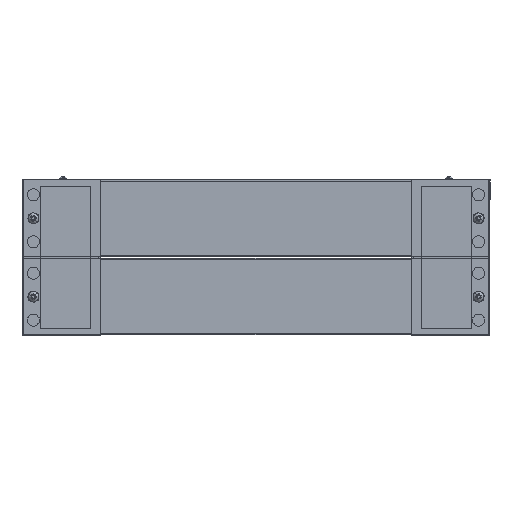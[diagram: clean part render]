
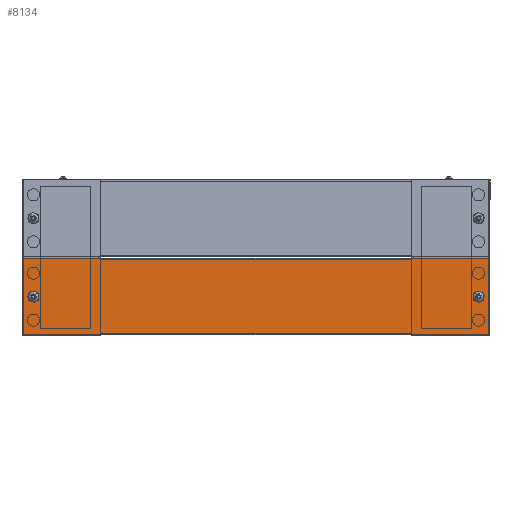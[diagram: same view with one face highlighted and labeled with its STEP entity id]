
A CAD part, front view. The second image highlights one B-rep face of the part: STEP entity #8134.
In plain terms, the highlighted planar face has unit normal (0, -1, 0).
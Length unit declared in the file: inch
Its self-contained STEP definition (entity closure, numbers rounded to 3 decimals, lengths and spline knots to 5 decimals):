
#170 = VERTEX_POINT ( 'NONE', #18290 ) ;
#817 = DIRECTION ( 'NONE',  ( 0., 0., -1. ) ) ;
#3183 = ORIENTED_EDGE ( 'NONE', *, *, #23553, .F. ) ;
#4007 = EDGE_CURVE ( 'NONE', #170, #34169, #33708, .T. ) ;
#4392 = ORIENTED_EDGE ( 'NONE', *, *, #59431, .F. ) ;
#8134 = ADVANCED_FACE ( 'NONE', ( #74284, #35335, #16386 ), #54107, .F. ) ;
#13654 = DIRECTION ( 'NONE',  ( 0., -1., 0. ) ) ;
#15935 = VERTEX_POINT ( 'NONE', #78180 ) ;
#16386 = FACE_OUTER_BOUND ( 'NONE', #53790, .T. ) ;
#16482 = ORIENTED_EDGE ( 'NONE', *, *, #78779, .F. ) ;
#18290 = CARTESIAN_POINT ( 'NONE',  ( 11.69291, -11.27953, -1.92913 ) ) ;
#19403 = LINE ( 'NONE', #25144, #46723 ) ;
#19872 = LINE ( 'NONE', #45198, #53439 ) ;
#20617 = AXIS2_PLACEMENT_3D ( 'NONE', #42712, #13654, #817 ) ;
#23319 = CIRCLE ( 'NONE', #78896, 0.1378 ) ;
#23439 = CARTESIAN_POINT ( 'NONE',  ( -11.69291, -11.27953, -1.92913 ) ) ;
#23553 = EDGE_CURVE ( 'NONE', #34169, #37434, #19403, .T. ) ;
#25144 = CARTESIAN_POINT ( 'NONE',  ( -11.69291, -11.27953, 0. ) ) ;
#25712 = ORIENTED_EDGE ( 'NONE', *, *, #73550, .F. ) ;
#27076 = CARTESIAN_POINT ( 'NONE',  ( 0., -11.27953, -1.92913 ) ) ;
#27115 = CARTESIAN_POINT ( 'NONE',  ( -11.69291, -11.27953, 1.92913 ) ) ;
#33708 = LINE ( 'NONE', #27076, #58452 ) ;
#34169 = VERTEX_POINT ( 'NONE', #23439 ) ;
#35335 = FACE_BOUND ( 'NONE', #44507, .T. ) ;
#37434 = VERTEX_POINT ( 'NONE', #27115 ) ;
#39105 = AXIS2_PLACEMENT_3D ( 'NONE', #73878, #73476, #42087 ) ;
#40406 = DIRECTION ( 'NONE',  ( 0., 0., -1. ) ) ;
#42087 = DIRECTION ( 'NONE',  ( 0., 0., 1. ) ) ;
#42712 = CARTESIAN_POINT ( 'NONE',  ( 11.20079, -11.27953, 0. ) ) ;
#42921 = VERTEX_POINT ( 'NONE', #68089 ) ;
#44507 = EDGE_LOOP ( 'NONE', ( #46854 ) ) ;
#45198 = CARTESIAN_POINT ( 'NONE',  ( 0., -11.27953, 1.92913 ) ) ;
#46723 = VECTOR ( 'NONE', #50950, 39.37008 ) ;
#46854 = ORIENTED_EDGE ( 'NONE', *, *, #62352, .F. ) ;
#49779 = CIRCLE ( 'NONE', #20617, 0.1378 ) ;
#50950 = DIRECTION ( 'NONE',  ( 0., 0., 1. ) ) ;
#52464 = DIRECTION ( 'NONE',  ( -1., 0., 0. ) ) ;
#53439 = VECTOR ( 'NONE', #70372, 39.37008 ) ;
#53699 = CARTESIAN_POINT ( 'NONE',  ( 11.69291, -11.27953, 0. ) ) ;
#53790 = EDGE_LOOP ( 'NONE', ( #3183, #55740, #25712, #4392 ) ) ;
#54107 = PLANE ( 'NONE',  #39105 ) ;
#55740 = ORIENTED_EDGE ( 'NONE', *, *, #4007, .F. ) ;
#58452 = VECTOR ( 'NONE', #52464, 39.37008 ) ;
#59431 = EDGE_CURVE ( 'NONE', #37434, #15935, #19872, .T. ) ;
#60240 = LINE ( 'NONE', #53699, #60702 ) ;
#60702 = VECTOR ( 'NONE', #40406, 39.37008 ) ;
#60967 = CARTESIAN_POINT ( 'NONE',  ( -11.20079, -11.27953, -0.1378 ) ) ;
#62352 = EDGE_CURVE ( 'NONE', #42921, #42921, #49779, .T. ) ;
#64729 = DIRECTION ( 'NONE',  ( 0., -1., 0. ) ) ;
#68089 = CARTESIAN_POINT ( 'NONE',  ( 11.20079, -11.27953, -0.1378 ) ) ;
#69288 = DIRECTION ( 'NONE',  ( 0., 0., -1. ) ) ;
#70372 = DIRECTION ( 'NONE',  ( 1., 0., 0. ) ) ;
#70838 = EDGE_LOOP ( 'NONE', ( #16482 ) ) ;
#70877 = CARTESIAN_POINT ( 'NONE',  ( -11.20079, -11.27953, 0. ) ) ;
#72958 = VERTEX_POINT ( 'NONE', #60967 ) ;
#73476 = DIRECTION ( 'NONE',  ( 0., 1., 0. ) ) ;
#73550 = EDGE_CURVE ( 'NONE', #15935, #170, #60240, .T. ) ;
#73878 = CARTESIAN_POINT ( 'NONE',  ( 0., -11.27953, 0. ) ) ;
#74284 = FACE_BOUND ( 'NONE', #70838, .T. ) ;
#78180 = CARTESIAN_POINT ( 'NONE',  ( 11.69291, -11.27953, 1.92913 ) ) ;
#78779 = EDGE_CURVE ( 'NONE', #72958, #72958, #23319, .T. ) ;
#78896 = AXIS2_PLACEMENT_3D ( 'NONE', #70877, #64729, #69288 ) ;
